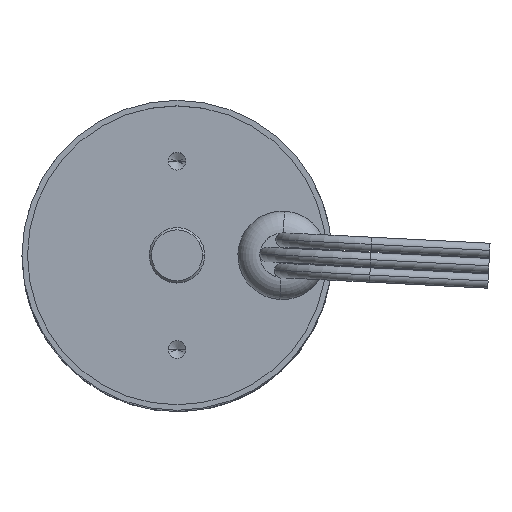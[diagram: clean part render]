
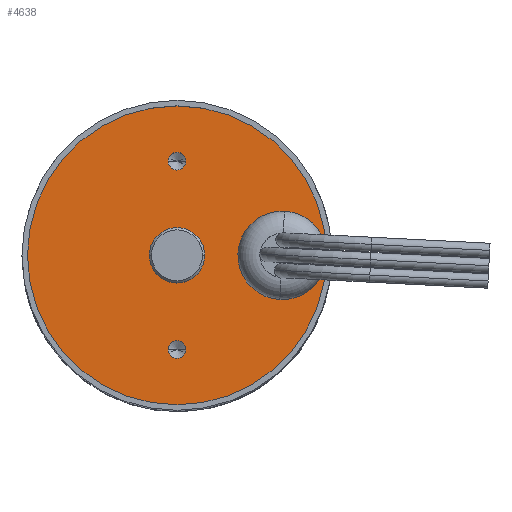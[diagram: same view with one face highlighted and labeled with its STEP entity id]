
A CAD part, top view. The second image highlights one B-rep face of the part: STEP entity #4638.
In plain terms, the highlighted planar face has unit normal (0, 0, 1).
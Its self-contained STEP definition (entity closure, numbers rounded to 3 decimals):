
#1001 = ORIENTED_EDGE ( 'NONE', *, *, #9674, .F. ) ;
#1138 = CARTESIAN_POINT ( 'NONE',  ( -13.5, 0., 44. ) ) ;
#1169 = CARTESIAN_POINT ( 'NONE',  ( 9.5, 0., 44. ) ) ;
#1544 = DIRECTION ( 'NONE',  ( 0., 0., 1. ) ) ;
#1593 = CIRCLE ( 'NONE', #17446, 0.8 ) ;
#1748 = AXIS2_PLACEMENT_3D ( 'NONE', #27439, #7604, #14484 ) ;
#2317 = AXIS2_PLACEMENT_3D ( 'NONE', #17013, #29705, #30368 ) ;
#3131 = VERTEX_POINT ( 'NONE', #13509 ) ;
#3664 = DIRECTION ( 'NONE',  ( 1., 0., 0. ) ) ;
#4024 = ORIENTED_EDGE ( 'NONE', *, *, #30799, .T. ) ;
#4220 = DIRECTION ( 'NONE',  ( 0., 0., 1. ) ) ;
#4297 = EDGE_LOOP ( 'NONE', ( #22327, #18307 ) ) ;
#4436 = CARTESIAN_POINT ( 'NONE',  ( 0., -8.5, 44. ) ) ;
#4638 = ADVANCED_FACE ( 'NONE', ( #21065, #10729, #27542, #23896, #24308 ), #34420, .T. ) ;
#5940 = CIRCLE ( 'NONE', #13497, 2.5 ) ;
#6154 = EDGE_CURVE ( 'NONE', #22747, #15636, #24299, .T. ) ;
#7597 = AXIS2_PLACEMENT_3D ( 'NONE', #30549, #17628, #34209 ) ;
#7604 = DIRECTION ( 'NONE',  ( 0., 0., 1. ) ) ;
#8164 = ORIENTED_EDGE ( 'NONE', *, *, #36572, .F. ) ;
#9344 = CARTESIAN_POINT ( 'NONE',  ( 0.8, -8.5, 44. ) ) ;
#9674 = EDGE_CURVE ( 'NONE', #3131, #31135, #1593, .T. ) ;
#9870 = EDGE_CURVE ( 'NONE', #41747, #17774, #22989, .T. ) ;
#10115 = CARTESIAN_POINT ( 'NONE',  ( 0., 8.5, 44. ) ) ;
#10729 = FACE_BOUND ( 'NONE', #4297, .T. ) ;
#11713 = EDGE_CURVE ( 'NONE', #31135, #3131, #24938, .T. ) ;
#11957 = CARTESIAN_POINT ( 'NONE',  ( -0.8, 8.5, 44. ) ) ;
#12317 = EDGE_CURVE ( 'NONE', #17774, #41747, #29763, .T. ) ;
#13216 = EDGE_LOOP ( 'NONE', ( #19594, #42335 ) ) ;
#13497 = AXIS2_PLACEMENT_3D ( 'NONE', #26544, #40303, #3664 ) ;
#13509 = CARTESIAN_POINT ( 'NONE',  ( 0.8, 8.5, 44. ) ) ;
#13516 = AXIS2_PLACEMENT_3D ( 'NONE', #28429, #27801, #27599 ) ;
#14484 = DIRECTION ( 'NONE',  ( 1., 0., 0. ) ) ;
#15020 = VERTEX_POINT ( 'NONE', #30438 ) ;
#15305 = ORIENTED_EDGE ( 'NONE', *, *, #6154, .F. ) ;
#15316 = AXIS2_PLACEMENT_3D ( 'NONE', #1169, #34578, #24062 ) ;
#15636 = VERTEX_POINT ( 'NONE', #18111 ) ;
#17013 = CARTESIAN_POINT ( 'NONE',  ( 0., -8.5, 44. ) ) ;
#17020 = ORIENTED_EDGE ( 'NONE', *, *, #11713, .F. ) ;
#17446 = AXIS2_PLACEMENT_3D ( 'NONE', #21564, #25251, #34704 ) ;
#17449 = DIRECTION ( 'NONE',  ( 0., 0., 1. ) ) ;
#17628 = DIRECTION ( 'NONE',  ( 0., 0., 1. ) ) ;
#17774 = VERTEX_POINT ( 'NONE', #18218 ) ;
#18065 = CARTESIAN_POINT ( 'NONE',  ( 13.5, 0., 44. ) ) ;
#18111 = CARTESIAN_POINT ( 'NONE',  ( 12.75, 0., 44. ) ) ;
#18176 = DIRECTION ( 'NONE',  ( 1., 0., 0. ) ) ;
#18218 = CARTESIAN_POINT ( 'NONE',  ( -0.8, -8.5, 44. ) ) ;
#18307 = ORIENTED_EDGE ( 'NONE', *, *, #12317, .F. ) ;
#18779 = AXIS2_PLACEMENT_3D ( 'NONE', #10115, #17449, #33603 ) ;
#19594 = ORIENTED_EDGE ( 'NONE', *, *, #27227, .F. ) ;
#20351 = CIRCLE ( 'NONE', #1748, 2.5 ) ;
#20943 = AXIS2_PLACEMENT_3D ( 'NONE', #37342, #1544, #18176 ) ;
#21065 = FACE_BOUND ( 'NONE', #39639, .T. ) ;
#21564 = CARTESIAN_POINT ( 'NONE',  ( 0., 8.5, 44. ) ) ;
#21684 = VERTEX_POINT ( 'NONE', #29658 ) ;
#22327 = ORIENTED_EDGE ( 'NONE', *, *, #9870, .F. ) ;
#22747 = VERTEX_POINT ( 'NONE', #24783 ) ;
#22827 = DIRECTION ( 'NONE',  ( 0., 0., 1. ) ) ;
#22989 = CIRCLE ( 'NONE', #2317, 0.8 ) ;
#23896 = FACE_BOUND ( 'NONE', #13216, .T. ) ;
#24062 = DIRECTION ( 'NONE',  ( 1., 0., 0. ) ) ;
#24090 = DIRECTION ( 'NONE',  ( 1., 0., 0. ) ) ;
#24272 = EDGE_CURVE ( 'NONE', #26653, #38005, #25883, .T. ) ;
#24299 = CIRCLE ( 'NONE', #15316, 3.25 ) ;
#24308 = FACE_OUTER_BOUND ( 'NONE', #27225, .T. ) ;
#24427 = EDGE_LOOP ( 'NONE', ( #1001, #17020 ) ) ;
#24562 = CIRCLE ( 'NONE', #13516, 13.5 ) ;
#24783 = CARTESIAN_POINT ( 'NONE',  ( 6.25, 0., 44. ) ) ;
#24938 = CIRCLE ( 'NONE', #18779, 0.8 ) ;
#25251 = DIRECTION ( 'NONE',  ( 0., 0., 1. ) ) ;
#25883 = CIRCLE ( 'NONE', #38930, 13.5 ) ;
#26544 = CARTESIAN_POINT ( 'NONE',  ( 0., 0., 44. ) ) ;
#26653 = VERTEX_POINT ( 'NONE', #18065 ) ;
#27225 = EDGE_LOOP ( 'NONE', ( #41071, #4024 ) ) ;
#27227 = EDGE_CURVE ( 'NONE', #21684, #15020, #5940, .T. ) ;
#27439 = CARTESIAN_POINT ( 'NONE',  ( 0., 0., 44. ) ) ;
#27542 = FACE_BOUND ( 'NONE', #24427, .T. ) ;
#27599 = DIRECTION ( 'NONE',  ( 1., 0., 0. ) ) ;
#27801 = DIRECTION ( 'NONE',  ( 0., 0., 1. ) ) ;
#28429 = CARTESIAN_POINT ( 'NONE',  ( 0., 0., 44. ) ) ;
#29658 = CARTESIAN_POINT ( 'NONE',  ( -2.5, 0., 44. ) ) ;
#29705 = DIRECTION ( 'NONE',  ( 0., 0., 1. ) ) ;
#29763 = CIRCLE ( 'NONE', #40115, 0.8 ) ;
#30210 = EDGE_CURVE ( 'NONE', #15020, #21684, #20351, .T. ) ;
#30368 = DIRECTION ( 'NONE',  ( 1., 0., 0. ) ) ;
#30438 = CARTESIAN_POINT ( 'NONE',  ( 2.5, 0., 44. ) ) ;
#30549 = CARTESIAN_POINT ( 'NONE',  ( 0., 0., 44. ) ) ;
#30799 = EDGE_CURVE ( 'NONE', #38005, #26653, #24562, .T. ) ;
#31135 = VERTEX_POINT ( 'NONE', #11957 ) ;
#32941 = DIRECTION ( 'NONE',  ( 1., 0., 0. ) ) ;
#33603 = DIRECTION ( 'NONE',  ( 1., 0., 0. ) ) ;
#34209 = DIRECTION ( 'NONE',  ( 1., 0., 0. ) ) ;
#34420 = PLANE ( 'NONE',  #7597 ) ;
#34578 = DIRECTION ( 'NONE',  ( 0., 0., 1. ) ) ;
#34704 = DIRECTION ( 'NONE',  ( 1., 0., 0. ) ) ;
#36096 = CIRCLE ( 'NONE', #20943, 3.25 ) ;
#36166 = CARTESIAN_POINT ( 'NONE',  ( 0., 0., 44. ) ) ;
#36572 = EDGE_CURVE ( 'NONE', #15636, #22747, #36096, .T. ) ;
#37342 = CARTESIAN_POINT ( 'NONE',  ( 9.5, 0., 44. ) ) ;
#38005 = VERTEX_POINT ( 'NONE', #1138 ) ;
#38930 = AXIS2_PLACEMENT_3D ( 'NONE', #36166, #22827, #32941 ) ;
#39639 = EDGE_LOOP ( 'NONE', ( #8164, #15305 ) ) ;
#40115 = AXIS2_PLACEMENT_3D ( 'NONE', #4436, #4220, #24090 ) ;
#40303 = DIRECTION ( 'NONE',  ( 0., 0., 1. ) ) ;
#41071 = ORIENTED_EDGE ( 'NONE', *, *, #24272, .T. ) ;
#41747 = VERTEX_POINT ( 'NONE', #9344 ) ;
#42335 = ORIENTED_EDGE ( 'NONE', *, *, #30210, .F. ) ;
